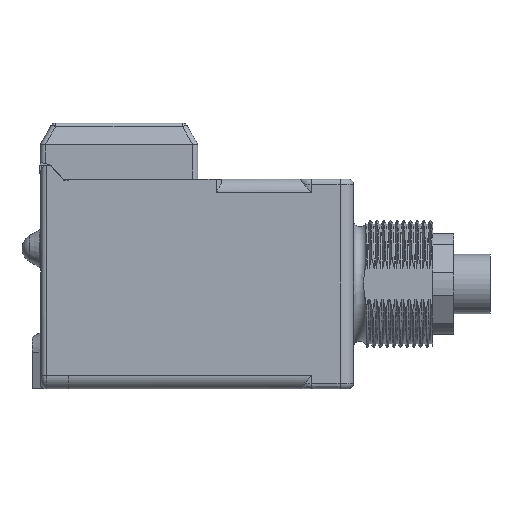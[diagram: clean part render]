
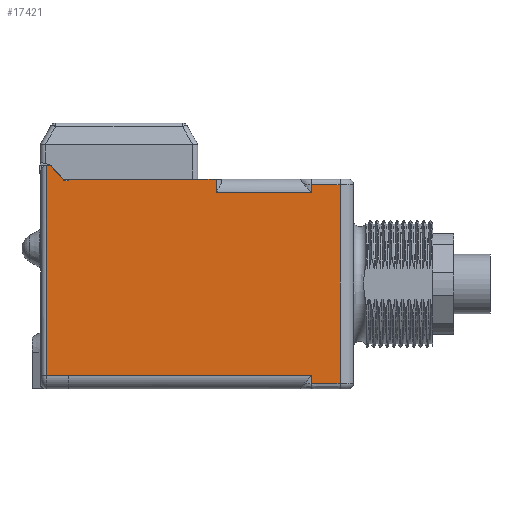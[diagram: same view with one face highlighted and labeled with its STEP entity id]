
A CAD part, left-side view. The second image highlights one B-rep face of the part: STEP entity #17421.
In plain terms, the highlighted planar face has unit normal (-1, 0, 0).
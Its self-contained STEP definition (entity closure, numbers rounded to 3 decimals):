
#228=DIRECTION('',(0.,1.,0.));
#229=VECTOR('',#228,5.509);
#230=CARTESIAN_POINT('',(-22.225,32.39,24.725));
#231=LINE('',#230,#229);
#310=DIRECTION('',(0.,-1.,0.));
#311=VECTOR('',#310,7.803);
#312=CARTESIAN_POINT('',(-22.225,45.747,24.725));
#313=LINE('',#312,#311);
#314=CARTESIAN_POINT('',(-22.226,37.943,24.725));
#315=CARTESIAN_POINT('',(-22.226,37.929,24.725));
#316=CARTESIAN_POINT('',(-22.225,37.914,24.725));
#317=CARTESIAN_POINT('',(-22.225,37.899,24.725));
#319=DIRECTION('',(0.,0.,1.));
#320=VECTOR('',#319,3.18);
#321=CARTESIAN_POINT('',(-22.225,32.39,21.545));
#322=LINE('',#321,#320);
#323=DIRECTION('',(0.,0.,-1.));
#324=VECTOR('',#323,1.91);
#325=CARTESIAN_POINT('',(-22.225,9.91,23.455));
#326=LINE('',#325,#324);
#327=CARTESIAN_POINT('',(-22.225,9.91,23.455));
#328=CARTESIAN_POINT('',(-22.225,9.613,23.453));
#329=CARTESIAN_POINT('',(-22.225,8.995,23.456));
#330=CARTESIAN_POINT('',(-22.225,7.99,23.455));
#331=CARTESIAN_POINT('',(-22.225,6.911,23.455));
#332=CARTESIAN_POINT('',(-22.225,5.754,23.455));
#333=CARTESIAN_POINT('',(-22.225,4.518,23.455));
#334=CARTESIAN_POINT('',(-22.225,3.635,23.455));
#335=CARTESIAN_POINT('',(-22.225,3.18,23.455));
#337=DIRECTION('',(0.,0.,-1.));
#338=VECTOR('',#337,46.91);
#339=CARTESIAN_POINT('',(-22.225,3.18,23.455));
#340=LINE('',#339,#338);
#341=CARTESIAN_POINT('',(-22.225,3.18,-23.455));
#342=CARTESIAN_POINT('',(-22.225,3.632,-23.455));
#343=CARTESIAN_POINT('',(-22.225,4.508,-23.455));
#344=CARTESIAN_POINT('',(-22.225,5.74,-23.455));
#345=CARTESIAN_POINT('',(-22.225,6.895,-23.455));
#346=CARTESIAN_POINT('',(-22.225,7.977,-23.454));
#347=CARTESIAN_POINT('',(-22.225,8.988,-23.457));
#348=CARTESIAN_POINT('',(-22.225,9.611,-23.453));
#349=CARTESIAN_POINT('',(-22.225,9.91,-23.455));
#351=DIRECTION('',(0.,0.,-1.));
#352=VECTOR('',#351,1.91);
#353=CARTESIAN_POINT('',(-22.225,9.91,-21.545));
#354=LINE('',#353,#352);
#355=DIRECTION('',(0.,1.,0.));
#356=VECTOR('',#355,5.207);
#357=CARTESIAN_POINT('',(-22.225,67.23,-21.554));
#358=LINE('',#357,#356);
#359=CARTESIAN_POINT('',(-22.225,72.183,26.503));
#360=DIRECTION('',(1.,0.,0.));
#361=DIRECTION('',(0.,0.167,0.986));
#362=AXIS2_PLACEMENT_3D('',#359,#360,#361);
#364=DIRECTION('',(0.,-1.,0.));
#365=VECTOR('',#364,0.923);
#366=CARTESIAN_POINT('',(-22.225,68.153,24.344));
#367=LINE('',#366,#365);
#368=DIRECTION('',(0.,0.,1.));
#369=VECTOR('',#368,0.381);
#370=CARTESIAN_POINT('',(-22.225,67.23,24.344));
#371=LINE('',#370,#369);
#389=DIRECTION('',(0.,1.,0.));
#390=VECTOR('',#389,21.483);
#391=CARTESIAN_POINT('',(-22.225,45.747,24.725));
#392=LINE('',#391,#390);
#2410=CARTESIAN_POINT('',(-22.225,72.437,28.005));
#2801=CARTESIAN_POINT('',(-22.225,68.153,24.344));
#2819=DIRECTION('',(0.,0.674,0.739));
#2820=VECTOR('',#2819,4.311);
#2821=CARTESIAN_POINT('',(-22.225,68.153,24.344));
#2822=LINE('',#2821,#2820);
#2924=DIRECTION('',(0.,0.,-1.));
#2925=VECTOR('',#2924,49.559);
#2926=CARTESIAN_POINT('',(-22.225,72.437,28.005));
#2927=LINE('',#2926,#2925);
#3121=CARTESIAN_POINT('',(-22.225,67.23,-21.554));
#3122=CARTESIAN_POINT('',(-22.225,67.23,-21.553));
#3123=CARTESIAN_POINT('',(-22.225,67.23,-21.551));
#3124=CARTESIAN_POINT('',(-22.225,67.23,-21.548));
#3125=CARTESIAN_POINT('',(-22.225,67.23,-21.546));
#3126=CARTESIAN_POINT('',(-22.225,67.23,-21.545));
#3128=DIRECTION('',(0.,-1.,0.));
#3129=VECTOR('',#3128,57.32);
#3130=CARTESIAN_POINT('',(-22.225,67.23,-21.545));
#3131=LINE('',#3130,#3129);
#3151=CARTESIAN_POINT('',(-22.225,9.91,-21.545));
#3241=DIRECTION('',(0.,1.,0.));
#3242=VECTOR('',#3241,22.48);
#3243=CARTESIAN_POINT('',(-22.225,9.91,21.545));
#3244=LINE('',#3243,#3242);
#15421=CARTESIAN_POINT('',(-22.225,3.18,23.455));
#15422=VERTEX_POINT('',#15421);
#15424=VERTEX_POINT('',#327);
#15427=VERTEX_POINT('',#341);
#15428=VERTEX_POINT('',#349);
#15447=CARTESIAN_POINT('',(-22.225,9.91,21.545));
#15448=VERTEX_POINT('',#15447);
#15454=VERTEX_POINT('',#3151);
#15499=CARTESIAN_POINT('',(-22.225,32.39,24.725));
#15501=VERTEX_POINT('',#15499);
#15505=CARTESIAN_POINT('',(-22.225,32.39,21.545));
#15506=VERTEX_POINT('',#15505);
#15989=VERTEX_POINT('',#2801);
#16033=CARTESIAN_POINT('',(-22.225,72.437,-21.554));
#16035=VERTEX_POINT('',#16033);
#16042=VERTEX_POINT('',#2410);
#16043=CARTESIAN_POINT('',(-22.225,71.057,27.529));
#16044=VERTEX_POINT('',#16043);
#16062=VERTEX_POINT('',#3121);
#16063=VERTEX_POINT('',#3126);
#16096=CARTESIAN_POINT('',(-22.225,67.23,24.344));
#16097=CARTESIAN_POINT('',(-22.225,67.23,24.725));
#16098=VERTEX_POINT('',#16096);
#16099=VERTEX_POINT('',#16097);
#16398=CARTESIAN_POINT('',(-22.225,45.747,24.725));
#16399=CARTESIAN_POINT('',(-22.226,37.943,24.725));
#16400=VERTEX_POINT('',#16398);
#16401=VERTEX_POINT('',#16399);
#16402=VERTEX_POINT('',#317);
#17378=CARTESIAN_POINT('',(-22.225,0.,-24.725));
#17379=DIRECTION('',(-1.,0.,0.));
#17380=DIRECTION('',(0.,0.,1.));
#17381=AXIS2_PLACEMENT_3D('',#17378,#17379,#17380);
#17382=PLANE('',#17381);
#17384=ORIENTED_EDGE('',*,*,#17383,.T.);
#17385=ORIENTED_EDGE('',*,*,#17363,.T.);
#17386=ORIENTED_EDGE('',*,*,#17316,.F.);
#17388=ORIENTED_EDGE('',*,*,#17387,.F.);
#17390=ORIENTED_EDGE('',*,*,#17389,.F.);
#17392=ORIENTED_EDGE('',*,*,#17391,.F.);
#17394=ORIENTED_EDGE('',*,*,#17393,.T.);
#17396=ORIENTED_EDGE('',*,*,#17395,.T.);
#17398=ORIENTED_EDGE('',*,*,#17397,.T.);
#17400=ORIENTED_EDGE('',*,*,#17399,.F.);
#17402=ORIENTED_EDGE('',*,*,#17401,.F.);
#17404=ORIENTED_EDGE('',*,*,#17403,.F.);
#17406=ORIENTED_EDGE('',*,*,#17405,.T.);
#17408=ORIENTED_EDGE('',*,*,#17407,.F.);
#17410=ORIENTED_EDGE('',*,*,#17409,.T.);
#17412=ORIENTED_EDGE('',*,*,#17411,.F.);
#17414=ORIENTED_EDGE('',*,*,#17413,.T.);
#17416=ORIENTED_EDGE('',*,*,#17415,.T.);
#17418=ORIENTED_EDGE('',*,*,#17417,.F.);
#17419=EDGE_LOOP('',(#17384,#17385,#17386,#17388,#17390,#17392,#17394,#17396,
#17398,#17400,#17402,#17404,#17406,#17408,#17410,#17412,#17414,#17416,#17418));
#17420=FACE_OUTER_BOUND('',#17419,.F.);
#17421=ADVANCED_FACE('',(#17420),#17382,.T.);
#318=B_SPLINE_CURVE_WITH_KNOTS('',3,(#314,#315,#316,#317),.UNSPECIFIED.,.F.,.F.,
(4,4),(0.,1.),.UNSPECIFIED.);
#336=B_SPLINE_CURVE_WITH_KNOTS('',3,(#327,#328,#329,#330,#331,#332,#333,#334,
#335),.UNSPECIFIED.,.F.,.F.,(4,1,1,1,1,1,4),(0.,0.167,
0.333,0.5,0.667,0.833,1.),
.UNSPECIFIED.);
#350=B_SPLINE_CURVE_WITH_KNOTS('',3,(#341,#342,#343,#344,#345,#346,#347,#348,
#349),.UNSPECIFIED.,.F.,.F.,(4,1,1,1,1,1,4),(0.,0.167,
0.333,0.5,0.667,0.833,1.),
.UNSPECIFIED.);
#363=CIRCLE('',#362,1.524);
#3127=B_SPLINE_CURVE_WITH_KNOTS('',3,(#3121,#3122,#3123,#3124,#3125,#3126),
.UNSPECIFIED.,.F.,.F.,(4,1,1,4),(0.,0.333,0.667,1.),
.UNSPECIFIED.);
#17316=EDGE_CURVE('',#15501,#16402,#231,.T.);
#17363=EDGE_CURVE('',#16401,#16402,#318,.T.);
#17383=EDGE_CURVE('',#16400,#16401,#313,.T.);
#17387=EDGE_CURVE('',#15506,#15501,#322,.T.);
#17389=EDGE_CURVE('',#15448,#15506,#3244,.T.);
#17391=EDGE_CURVE('',#15424,#15448,#326,.T.);
#17393=EDGE_CURVE('',#15424,#15422,#336,.T.);
#17395=EDGE_CURVE('',#15422,#15427,#340,.T.);
#17397=EDGE_CURVE('',#15427,#15428,#350,.T.);
#17399=EDGE_CURVE('',#15454,#15428,#354,.T.);
#17401=EDGE_CURVE('',#16063,#15454,#3131,.T.);
#17403=EDGE_CURVE('',#16062,#16063,#3127,.T.);
#17405=EDGE_CURVE('',#16062,#16035,#358,.T.);
#17407=EDGE_CURVE('',#16042,#16035,#2927,.T.);
#17409=EDGE_CURVE('',#16042,#16044,#363,.T.);
#17411=EDGE_CURVE('',#15989,#16044,#2822,.T.);
#17413=EDGE_CURVE('',#15989,#16098,#367,.T.);
#17415=EDGE_CURVE('',#16098,#16099,#371,.T.);
#17417=EDGE_CURVE('',#16400,#16099,#392,.T.);
